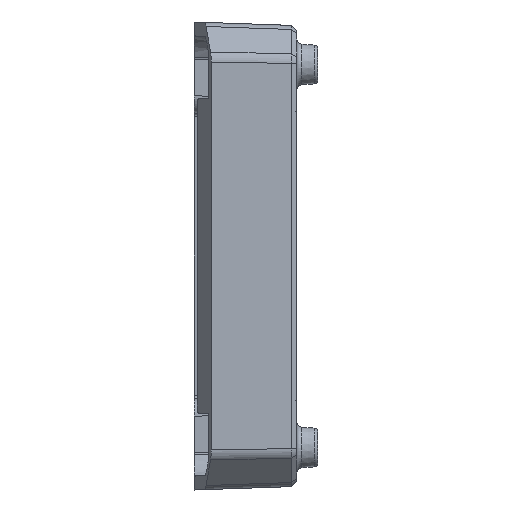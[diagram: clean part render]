
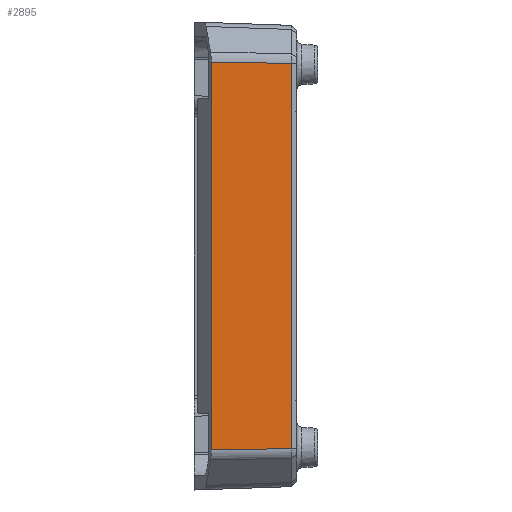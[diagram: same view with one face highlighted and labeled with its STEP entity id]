
A CAD part, left-side view. The second image highlights one B-rep face of the part: STEP entity #2895.
In plain terms, the highlighted planar face has unit normal (-0.999, -0.035, 0).
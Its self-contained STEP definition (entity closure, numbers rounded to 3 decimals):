
#902 = PLANE ( 'NONE',  #5452 ) ;
#1117 = DIRECTION ( 'NONE',  ( -0.035, 0.999, 0.014 ) ) ;
#1921 = EDGE_CURVE ( 'NONE', #4148, #4637, #3974, .T. ) ;
#2895 = ADVANCED_FACE ( 'NONE', ( #3750 ), #902, .T. ) ;
#2962 = VERTEX_POINT ( 'NONE', #8208 ) ;
#3399 = EDGE_CURVE ( 'NONE', #2962, #4148, #5654, .T. ) ;
#3453 = CARTESIAN_POINT ( 'NONE',  ( -62.117, 0.777, -28.609 ) ) ;
#3750 = FACE_OUTER_BOUND ( 'NONE', #10403, .T. ) ;
#3792 = EDGE_CURVE ( 'NONE', #4637, #4169, #7062, .T. ) ;
#3879 = EDGE_CURVE ( 'NONE', #4169, #2962, #8787, .T. ) ;
#3928 = VECTOR ( 'NONE', #6088, 1000. ) ;
#3974 = LINE ( 'NONE', #6650, #8021 ) ;
#4025 = CARTESIAN_POINT ( 'NONE',  ( -62.519, 12.297, 27.827 ) ) ;
#4148 = VERTEX_POINT ( 'NONE', #4025 ) ;
#4169 = VERTEX_POINT ( 'NONE', #8773 ) ;
#4637 = VERTEX_POINT ( 'NONE', #6491 ) ;
#5452 = AXIS2_PLACEMENT_3D ( 'NONE', #6425, #8913, #10782 ) ;
#5654 = LINE ( 'NONE', #9308, #7082 ) ;
#6008 = DIRECTION ( 'NONE',  ( 0., 0., 1. ) ) ;
#6027 = CARTESIAN_POINT ( 'NONE',  ( -62.09, 0.012, -27.65 ) ) ;
#6088 = DIRECTION ( 'NONE',  ( 0.035, -0.999, 0.014 ) ) ;
#6425 = CARTESIAN_POINT ( 'NONE',  ( -62.09, 0., -28.609 ) ) ;
#6491 = CARTESIAN_POINT ( 'NONE',  ( -62.519, 12.297, -27.827 ) ) ;
#6650 = CARTESIAN_POINT ( 'NONE',  ( -62.519, 12.297, -28.609 ) ) ;
#7062 = LINE ( 'NONE', #6027, #3928 ) ;
#7082 = VECTOR ( 'NONE', #1117, 1000. ) ;
#7311 = ORIENTED_EDGE ( 'NONE', *, *, #3792, .T. ) ;
#8021 = VECTOR ( 'NONE', #9083, 1000. ) ;
#8074 = ORIENTED_EDGE ( 'NONE', *, *, #3399, .T. ) ;
#8208 = CARTESIAN_POINT ( 'NONE',  ( -62.117, 0.777, 27.661 ) ) ;
#8773 = CARTESIAN_POINT ( 'NONE',  ( -62.117, 0.777, -27.661 ) ) ;
#8787 = LINE ( 'NONE', #3453, #11360 ) ;
#8913 = DIRECTION ( 'NONE',  ( -0.999, -0.035, 0. ) ) ;
#9083 = DIRECTION ( 'NONE',  ( 0., 0., -1. ) ) ;
#9308 = CARTESIAN_POINT ( 'NONE',  ( -62.062, -0.813, 27.638 ) ) ;
#10403 = EDGE_LOOP ( 'NONE', ( #7311, #10589, #8074, #10662 ) ) ;
#10589 = ORIENTED_EDGE ( 'NONE', *, *, #3879, .T. ) ;
#10662 = ORIENTED_EDGE ( 'NONE', *, *, #1921, .T. ) ;
#10782 = DIRECTION ( 'NONE',  ( 0.035, -0.999, 0. ) ) ;
#11360 = VECTOR ( 'NONE', #6008, 1000. ) ;
